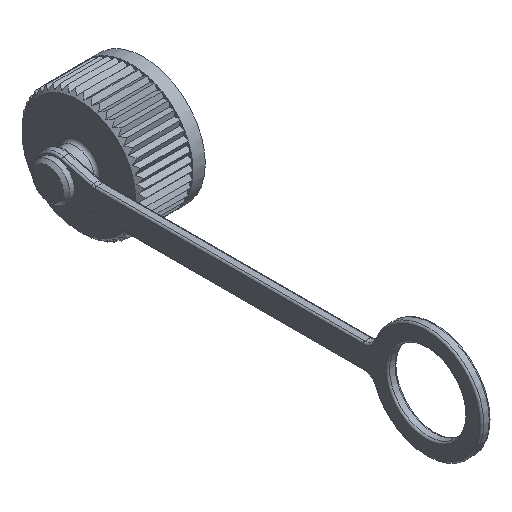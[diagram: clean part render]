
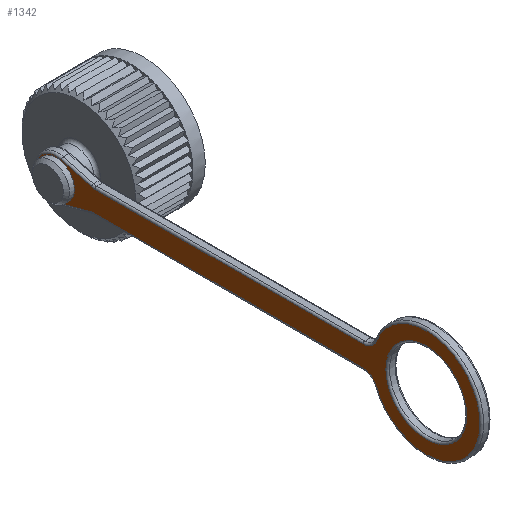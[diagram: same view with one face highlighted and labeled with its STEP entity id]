
A CAD part, isometric view. The second image highlights one B-rep face of the part: STEP entity #1342.
In plain terms, the highlighted planar face has unit normal (-1, 0, 0).
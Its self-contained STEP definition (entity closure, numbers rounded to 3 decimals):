
#462=PLANE('',#3566);
#955=LINE('',#5552,#1173);
#956=LINE('',#5557,#1174);
#957=LINE('',#5565,#1175);
#958=LINE('',#5569,#1176);
#1173=VECTOR('',#4332,1.);
#1174=VECTOR('',#4335,1.);
#1175=VECTOR('',#4342,1.);
#1176=VECTOR('',#4345,1.);
#1342=ADVANCED_FACE('',(#1419,#1420,#1421),#462,.F.);
#1419=FACE_BOUND('',#1618,.T.);
#1420=FACE_BOUND('',#1619,.T.);
#1421=FACE_BOUND('',#1620,.T.);
#1618=EDGE_LOOP('',(#2405));
#1619=EDGE_LOOP('',(#2406));
#1620=EDGE_LOOP('',(#2407,#2408,#2409,#2410,#2411,#2412,#2413,#2414,#2415,
#2416));
#2405=ORIENTED_EDGE('',*,*,#3160,.F.);
#2406=ORIENTED_EDGE('',*,*,#3161,.T.);
#2407=ORIENTED_EDGE('',*,*,#3162,.T.);
#2408=ORIENTED_EDGE('',*,*,#3163,.T.);
#2409=ORIENTED_EDGE('',*,*,#3164,.T.);
#2410=ORIENTED_EDGE('',*,*,#3165,.T.);
#2411=ORIENTED_EDGE('',*,*,#3166,.T.);
#2412=ORIENTED_EDGE('',*,*,#3167,.T.);
#2413=ORIENTED_EDGE('',*,*,#3168,.T.);
#2414=ORIENTED_EDGE('',*,*,#3169,.T.);
#2415=ORIENTED_EDGE('',*,*,#3170,.T.);
#2416=ORIENTED_EDGE('',*,*,#3171,.T.);
#2752=VERTEX_POINT('',#5549);
#2753=VERTEX_POINT('',#5551);
#2754=VERTEX_POINT('',#5553);
#2755=VERTEX_POINT('',#5554);
#2756=VERTEX_POINT('',#5556);
#2757=VERTEX_POINT('',#5558);
#2758=VERTEX_POINT('',#5560);
#2759=VERTEX_POINT('',#5562);
#2760=VERTEX_POINT('',#5564);
#2761=VERTEX_POINT('',#5566);
#2762=VERTEX_POINT('',#5568);
#2763=VERTEX_POINT('',#5570);
#3160=EDGE_CURVE('',#2752,#2752,#3278,.T.);
#3161=EDGE_CURVE('',#2753,#2753,#3279,.T.);
#3162=EDGE_CURVE('',#2754,#2755,#955,.T.);
#3163=EDGE_CURVE('',#2755,#2756,#3280,.T.);
#3164=EDGE_CURVE('',#2756,#2757,#956,.T.);
#3165=EDGE_CURVE('',#2757,#2758,#3281,.T.);
#3166=EDGE_CURVE('',#2758,#2759,#3282,.T.);
#3167=EDGE_CURVE('',#2759,#2760,#3283,.T.);
#3168=EDGE_CURVE('',#2760,#2761,#957,.T.);
#3169=EDGE_CURVE('',#2761,#2762,#3284,.T.);
#3170=EDGE_CURVE('',#2762,#2763,#958,.T.);
#3171=EDGE_CURVE('',#2763,#2754,#3285,.T.);
#3278=CIRCLE('',#3558,3.);
#3279=CIRCLE('',#3559,6.55);
#3280=CIRCLE('',#3560,2.3);
#3281=CIRCLE('',#3561,2.3);
#3282=CIRCLE('',#3562,8.7);
#3283=CIRCLE('',#3563,2.3);
#3284=CIRCLE('',#3564,2.3);
#3285=CIRCLE('',#3565,3.2);
#3558=AXIS2_PLACEMENT_3D('',#5548,#4328,#4329);
#3559=AXIS2_PLACEMENT_3D('',#5550,#4330,#4331);
#3560=AXIS2_PLACEMENT_3D('',#5555,#4333,#4334);
#3561=AXIS2_PLACEMENT_3D('',#5559,#4336,#4337);
#3562=AXIS2_PLACEMENT_3D('',#5561,#4338,#4339);
#3563=AXIS2_PLACEMENT_3D('',#5563,#4340,#4341);
#3564=AXIS2_PLACEMENT_3D('',#5567,#4343,#4344);
#3565=AXIS2_PLACEMENT_3D('',#5571,#4346,#4347);
#3566=AXIS2_PLACEMENT_3D('',#5572,#4348,#4349);
#4328=DIRECTION('',(-1.,0.,0.));
#4329=DIRECTION('',(0.,0.,-1.));
#4330=DIRECTION('',(1.,0.,0.));
#4331=DIRECTION('',(0.,0.,-1.));
#4332=DIRECTION('',(0.,-0.966,0.259));
#4333=DIRECTION('',(1.,0.,0.));
#4334=DIRECTION('',(0.,0.,-1.));
#4335=DIRECTION('',(0.,-1.,0.));
#4336=DIRECTION('',(1.,0.,0.));
#4337=DIRECTION('',(0.,0.,-1.));
#4338=DIRECTION('',(-1.,0.,0.));
#4339=DIRECTION('',(0.,0.,-1.));
#4340=DIRECTION('',(1.,0.,0.));
#4341=DIRECTION('',(0.,0.,-1.));
#4342=DIRECTION('',(0.,1.,0.));
#4343=DIRECTION('',(1.,0.,0.));
#4344=DIRECTION('',(0.,0.,-1.));
#4345=DIRECTION('',(0.,0.966,0.259));
#4346=DIRECTION('',(-1.,0.,0.));
#4347=DIRECTION('',(0.,0.,-1.));
#4348=DIRECTION('',(1.,0.,0.));
#4349=DIRECTION('',(0.,0.,-1.));
#5548=CARTESIAN_POINT('',(-3.7,0.,0.));
#5549=CARTESIAN_POINT('',(-3.7,0.,-3.));
#5550=CARTESIAN_POINT('',(-3.7,-60.,0.));
#5551=CARTESIAN_POINT('',(-3.7,-60.,-6.55));
#5552=CARTESIAN_POINT('',(-3.7,-7.727,-1.242));
#5553=CARTESIAN_POINT('',(-3.7,-0.828,-3.091));
#5554=CARTESIAN_POINT('',(-3.7,-5.727,-1.778));
#5555=CARTESIAN_POINT('',(-3.7,-6.322,-4.));
#5556=CARTESIAN_POINT('',(-3.7,-6.322,-1.7));
#5557=CARTESIAN_POINT('',(-3.7,-49.753,-1.7));
#5558=CARTESIAN_POINT('',(-3.7,-49.753,-1.7));
#5559=CARTESIAN_POINT('',(-3.7,-49.753,-4.));
#5560=CARTESIAN_POINT('',(-3.7,-51.896,-3.164));
#5561=CARTESIAN_POINT('',(-3.7,-60.,0.));
#5562=CARTESIAN_POINT('',(-3.7,-51.896,3.164));
#5563=CARTESIAN_POINT('',(-3.7,-49.753,4.));
#5564=CARTESIAN_POINT('',(-3.7,-49.753,1.7));
#5565=CARTESIAN_POINT('',(-3.7,-6.322,1.7));
#5566=CARTESIAN_POINT('',(-3.7,-6.322,1.7));
#5567=CARTESIAN_POINT('',(-3.7,-6.322,4.));
#5568=CARTESIAN_POINT('',(-3.7,-5.727,1.778));
#5569=CARTESIAN_POINT('',(-3.7,-0.828,3.091));
#5570=CARTESIAN_POINT('',(-3.7,-0.828,3.091));
#5571=CARTESIAN_POINT('',(-3.7,0.,0.));
#5572=CARTESIAN_POINT('',(-3.7,-6.322,4.));
